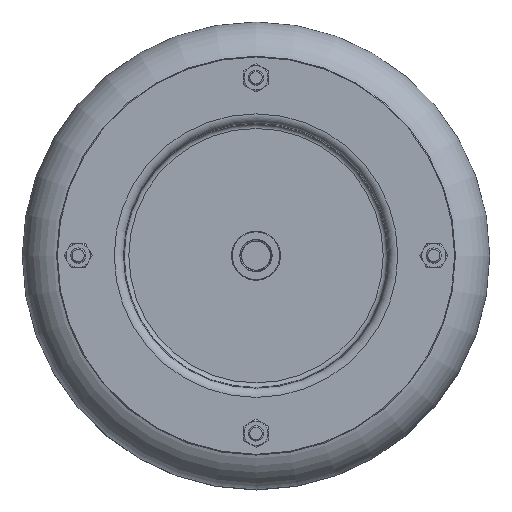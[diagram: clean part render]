
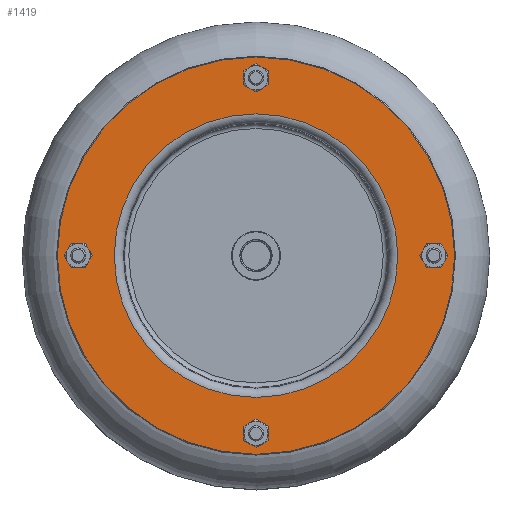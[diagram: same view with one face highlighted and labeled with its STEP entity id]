
A CAD part, top view. The second image highlights one B-rep face of the part: STEP entity #1419.
In plain terms, the highlighted planar face has unit normal (0, 0, 1).
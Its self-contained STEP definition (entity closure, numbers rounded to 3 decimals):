
#1419=ADVANCED_FACE('',(#2031,#2032,#2033,#2034,#2035,#2036),#1772,.T.);
#1772=PLANE('',#5650);
#2031=FACE_BOUND('',#2515,.T.);
#2032=FACE_BOUND('',#2516,.T.);
#2033=FACE_BOUND('',#2517,.T.);
#2034=FACE_BOUND('',#2518,.T.);
#2035=FACE_BOUND('',#2519,.T.);
#2036=FACE_BOUND('',#2520,.T.);
#2515=EDGE_LOOP('',(#3093));
#2516=EDGE_LOOP('',(#3094));
#2517=EDGE_LOOP('',(#3095));
#2518=EDGE_LOOP('',(#3096));
#2519=EDGE_LOOP('',(#3097));
#2520=EDGE_LOOP('',(#3098));
#3093=ORIENTED_EDGE('',*,*,#4568,.T.);
#3094=ORIENTED_EDGE('',*,*,#4569,.F.);
#3095=ORIENTED_EDGE('',*,*,#4570,.F.);
#3096=ORIENTED_EDGE('',*,*,#4571,.F.);
#3097=ORIENTED_EDGE('',*,*,#4572,.F.);
#3098=ORIENTED_EDGE('',*,*,#4573,.F.);
#4107=VERTEX_POINT('',#7975);
#4108=VERTEX_POINT('',#7977);
#4109=VERTEX_POINT('',#7979);
#4110=VERTEX_POINT('',#7981);
#4111=VERTEX_POINT('',#7983);
#4112=VERTEX_POINT('',#7985);
#4568=EDGE_CURVE('',#4107,#4107,#5123,.T.);
#4569=EDGE_CURVE('',#4108,#4108,#5124,.T.);
#4570=EDGE_CURVE('',#4109,#4109,#5125,.T.);
#4571=EDGE_CURVE('',#4110,#4110,#5126,.T.);
#4572=EDGE_CURVE('',#4111,#4111,#5127,.T.);
#4573=EDGE_CURVE('',#4112,#4112,#5128,.T.);
#5123=CIRCLE('',#5644,129.5);
#5124=CIRCLE('',#5645,5.75);
#5125=CIRCLE('',#5646,5.75);
#5126=CIRCLE('',#5647,5.75);
#5127=CIRCLE('',#5648,5.75);
#5128=CIRCLE('',#5649,92.437);
#5644=AXIS2_PLACEMENT_3D('',#7974,#6574,#6575);
#5645=AXIS2_PLACEMENT_3D('',#7976,#6576,#6577);
#5646=AXIS2_PLACEMENT_3D('',#7978,#6578,#6579);
#5647=AXIS2_PLACEMENT_3D('',#7980,#6580,#6581);
#5648=AXIS2_PLACEMENT_3D('',#7982,#6582,#6583);
#5649=AXIS2_PLACEMENT_3D('',#7984,#6584,#6585);
#5650=AXIS2_PLACEMENT_3D('',#7986,#6586,#6587);
#6574=DIRECTION('',(0.,0.,1.));
#6575=DIRECTION('',(1.,0.,0.));
#6576=DIRECTION('',(0.,0.,1.));
#6577=DIRECTION('',(1.,0.,0.));
#6578=DIRECTION('',(0.,0.,1.));
#6579=DIRECTION('',(1.,0.,0.));
#6580=DIRECTION('',(0.,0.,1.));
#6581=DIRECTION('',(1.,0.,0.));
#6582=DIRECTION('',(0.,0.,1.));
#6583=DIRECTION('',(1.,0.,0.));
#6584=DIRECTION('',(0.,0.,1.));
#6585=DIRECTION('',(1.,0.,0.));
#6586=DIRECTION('',(0.,0.,1.));
#6587=DIRECTION('',(1.,0.,0.));
#7974=CARTESIAN_POINT('',(0.,0.,268.3));
#7975=CARTESIAN_POINT('',(129.5,0.,268.3));
#7976=CARTESIAN_POINT('',(0.,-115.9,268.3));
#7977=CARTESIAN_POINT('',(5.75,-115.9,268.3));
#7978=CARTESIAN_POINT('',(-115.9,0.,268.3));
#7979=CARTESIAN_POINT('',(-110.15,0.,268.3));
#7980=CARTESIAN_POINT('',(0.,115.9,268.3));
#7981=CARTESIAN_POINT('',(5.75,115.9,268.3));
#7982=CARTESIAN_POINT('',(115.9,0.,268.3));
#7983=CARTESIAN_POINT('',(121.65,0.,268.3));
#7984=CARTESIAN_POINT('',(0.,0.,268.3));
#7985=CARTESIAN_POINT('',(92.437,0.,268.3));
#7986=CARTESIAN_POINT('',(92.437,0.,268.3));
